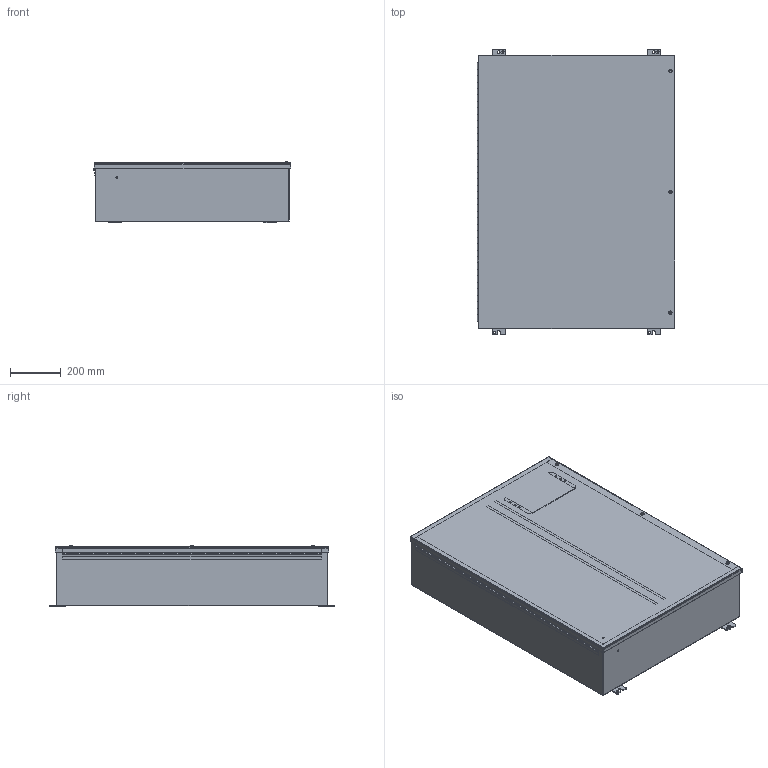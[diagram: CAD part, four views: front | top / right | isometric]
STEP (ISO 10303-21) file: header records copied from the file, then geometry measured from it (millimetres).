
FILE_DESCRIPTION (( 'STEP AP203' ), '1' );
FILE_NAME ('1418JO9_Default.step', '2019-10-31T18:04:04', ( '' ), ( '' ), 'SwSTEP 2.0', 'SolidWorks 2018', '' );
FILE_SCHEMA (( 'CONFIG_CONTROL_DESIGN' ));
Length unit declared in the file: inch
Products named in the file (1): 1418JO9_Default
Bounding box: 777.33 x 1123.95 x 243.1 mm (x, y, z)
Volume: 7809415.1 mm3; surface area: 7732486.3 mm2
Topology: 48 solids, 48 shells, 1327 faces, 3413 edges, 2214 vertices
Faces by surface type: plane 782, cylinder 483, bspline 44, cone 18
Entity records: 40874 total; most frequent: CARTESIAN_POINT 7847, DIRECTION 6929, ORIENTED_EDGE 6822, EDGE_CURVE 3411, VECTOR 2321, LINE 2321, AXIS2_PLACEMENT_3D 2304, VERTEX_POINT 2214
